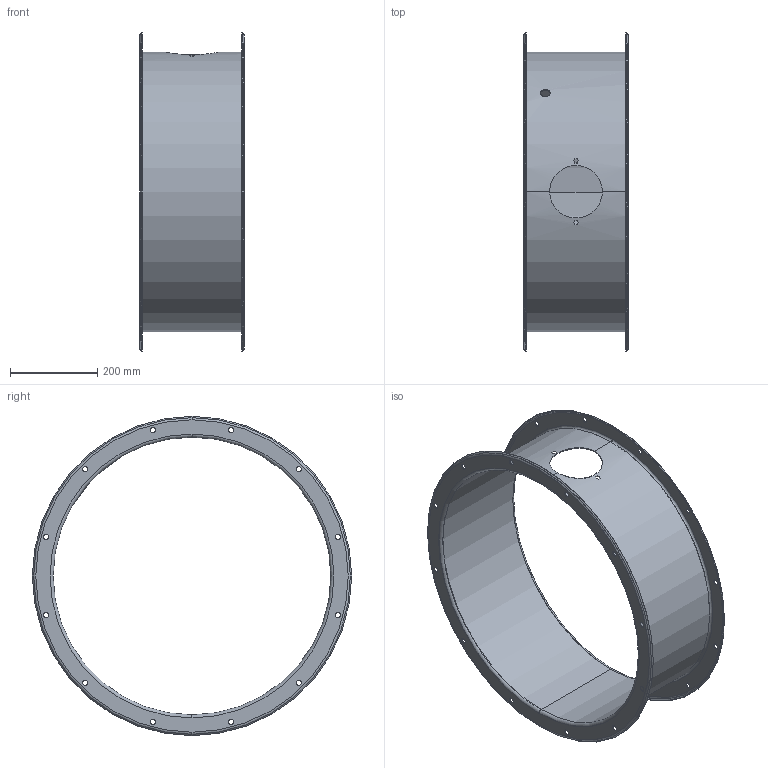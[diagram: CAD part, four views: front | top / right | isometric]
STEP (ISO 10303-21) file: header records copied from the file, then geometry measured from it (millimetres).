
FILE_DESCRIPTION (( 'STEP AP203' ), '1' );
FILE_NAME ('1CC9632_CCPro 63.STEP', '2022-03-01T07:46:42', ( '' ), ( '' ), 'SwSTEP 2.0', 'SolidWorks 2018', '' );
FILE_SCHEMA (( 'CONFIG_CONTROL_DESIGN' ));
Length unit declared in the file: millimetre
Products named in the file (1): 1CC9632_CCPro 63
Bounding box: 240 x 730 x 730 mm (x, y, z)
Volume: 1311471.6 mm3; surface area: 1323086.2 mm2
Topology: 1 solids, 1 shells, 100 faces, 266 edges, 168 vertices
Faces by surface type: cylinder 56, torus 16, plane 16, cone 12
Entity records: 3789 total; most frequent: CARTESIAN_POINT 1037, DIRECTION 596, ORIENTED_EDGE 532, EDGE_CURVE 266, AXIS2_PLACEMENT_3D 253, VERTEX_POINT 168, EDGE_LOOP 158, CIRCLE 152
